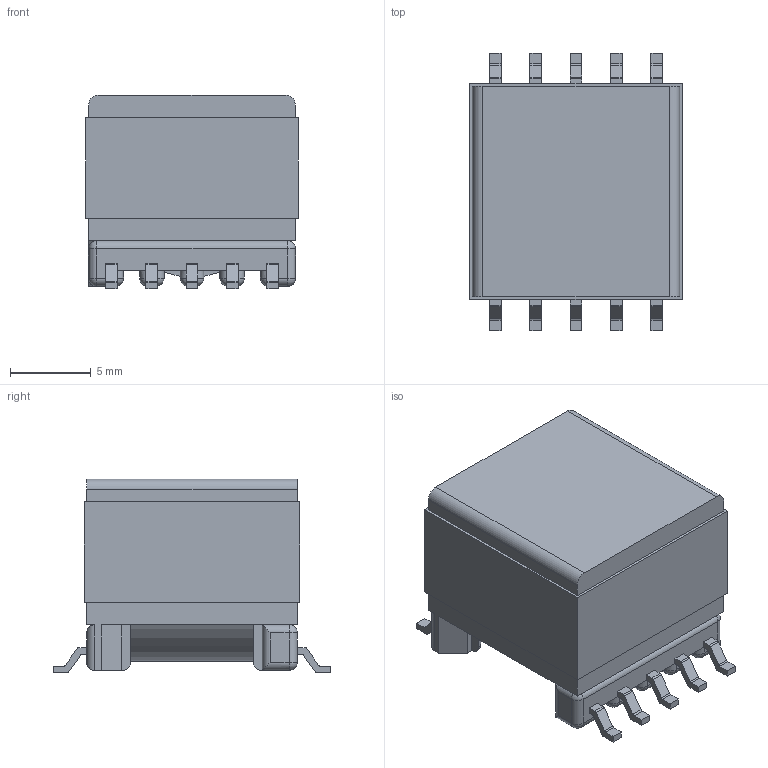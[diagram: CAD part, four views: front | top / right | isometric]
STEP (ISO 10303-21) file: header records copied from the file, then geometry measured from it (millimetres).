
FILE_DESCRIPTION(/* description */ ('Unknown'),/* implementation_level */ '2;1');
FILE_NAME(/* name */ 'T_Wurth_WE-PoE+-EP13_1.17x1.88',/* time_stamp */ '2025-10-22T14:33:22+08:00',/* author */ ('Unknown'),/* organization */ ('Unknown'),/* preprocessor_version */ 'ST-DEVELOPER v19.4',/* originating_system */ 'Solid Edge',/* authorisation */ 'Unknown');
FILE_SCHEMA (('AUTOMOTIVE_DESIGN {1 0 10303 214 3 1 1}'));
Length unit declared in the file: millimetre
Products named in the file (2): T_Wurth_WE-PoE+-EP13_1.17x1.88
Assembly tree (1 placements, depth 2):
  T_Wurth_WE-PoE+-EP13_1.17x1.88
    T_Wurth_WE-PoE+-EP13_1.17x1.88
Bounding box: 13.12 x 17.16 x 11.96 mm (x, y, z)
Volume: 1753.5 mm3; surface area: 1863 mm2
Topology: 1 solids, 2 shells, 354 faces, 962 edges, 577 vertices
Faces by surface type: plane 181, cylinder 135, sphere 38
Entity records: 13297 total; most frequent: CARTESIAN_POINT 1914, DIRECTION 1896, ORIENTED_EDGE 1854, EDGE_CURVE 927, LINE 634, VECTOR 634, AXIS2_PLACEMENT_3D 631, VERTEX_POINT 577
